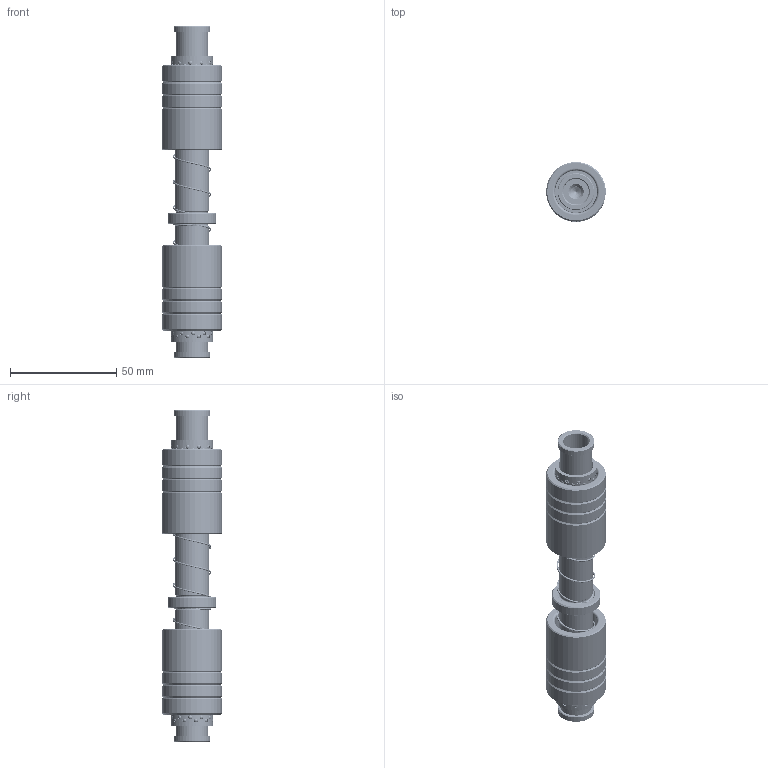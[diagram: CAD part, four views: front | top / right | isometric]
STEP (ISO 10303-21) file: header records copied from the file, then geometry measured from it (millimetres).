
FILE_DESCRIPTION (( 'STEP AP214' ), '1' );
FILE_NAME ('BJGPW BSGPW-D16-LA70-LB50-絳杶BL40.STEP', '2021-09-26T07:11:31', ( 'User' ), ( 'china' ), 'SwSTEP 2.0', 'SolidWorks 2016', '' );
FILE_SCHEMA (( 'AUTOMOTIVE_DESIGN' ));
Length unit declared in the file: millimetre
Products named in the file (10): BJGPW BSGPW-D16-LA70-LB50-絳杶BL40; HWP-B-D18.3-d16.5-L60; HWP-B-D18.3-d16.5-L40; GGTK-D17.3-d15 -15; BSH BJH-D19.7-16.3-L35; BALL-D2; GBBW-D28-d20-L40; GBBW--D28-d20-L40; GPWH-D16-70-50-10
Assembly tree (208 placements, depth 3):
  BJGPW BSGPW-D16-LA70-LB50-絳杶BL40
    GPWH-D16-70-50-10
    GBBW--D28-d20-L40
    GBBW-D28-d20-L40
    BSH BJH-D19.7-16.3-L35  x2
      BSH BJH-D19.7-16.3-L35
      BALL-D2
    GGTK-D17.3-d15 -15  x2
    HWP-B-D18.3-d16.5-L40
    HWP-B-D18.3-d16.5-L60
Bounding box: 27.99 x 28 x 156 mm (x, y, z)
Volume: 57728.6 mm3; surface area: 42576.2 mm2
Topology: 405 solids, 405 shells, 1805 faces, 7714 edges, 5107 vertices
Faces by surface type: sphere 1584, cone 80, cylinder 76, plane 38, torus 16, bspline 11
Entity records: 37889 total; most frequent: CARTESIAN_POINT 21344, ORIENTED_EDGE 3304, DIRECTION 2946, EDGE_CURVE 1652, AXIS2_PLACEMENT_3D 1390, VERTEX_POINT 1074, EDGE_LOOP 988, B_SPLINE_CURVE_WITH_KNOTS 880
